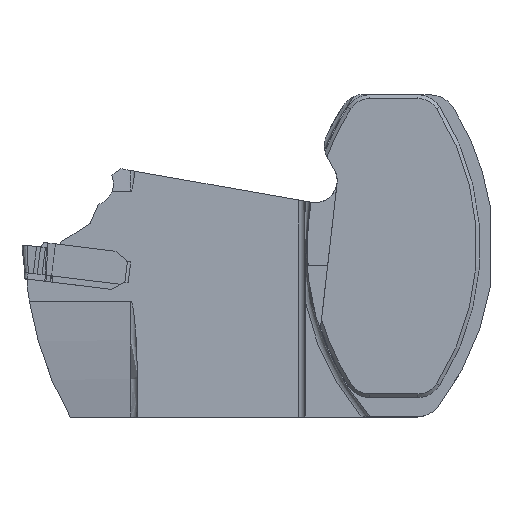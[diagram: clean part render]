
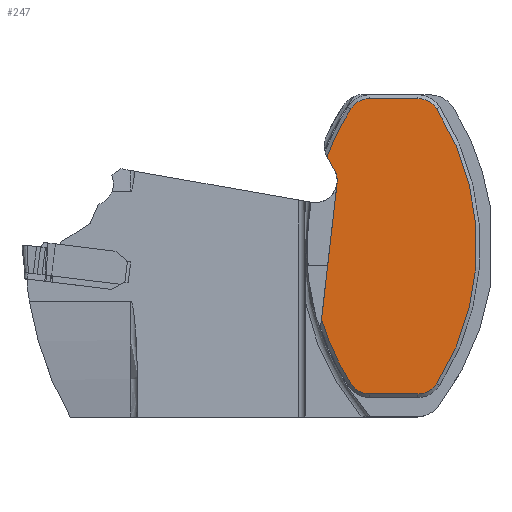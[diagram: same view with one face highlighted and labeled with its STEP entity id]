
A CAD part, top view. The second image highlights one B-rep face of the part: STEP entity #247.
In plain terms, the highlighted planar face has unit normal (0, 0, 1).
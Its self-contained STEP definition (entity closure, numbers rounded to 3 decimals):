
#247=ADVANCED_FACE('',(#443),#362,.T.);
#362=PLANE('',#2694);
#443=FACE_OUTER_BOUND('',#574,.T.);
#574=EDGE_LOOP('',(#1093,#1094,#1095,#1096,#1097,#1098,#1099,#1100,#1101,
#1102,#1103,#1104,#1105));
#787=CIRCLE('',#2617,5.1);
#813=CIRCLE('',#2662,59.175);
#817=CIRCLE('',#2675,59.175);
#820=CIRCLE('',#2688,5.175);
#821=CIRCLE('',#2689,5.175);
#822=CIRCLE('',#2690,59.175);
#823=CIRCLE('',#2691,5.175);
#824=CIRCLE('',#2692,5.175);
#825=CIRCLE('',#2693,6.);
#1093=ORIENTED_EDGE('',*,*,#1971,.F.);
#1094=ORIENTED_EDGE('',*,*,#1984,.F.);
#1095=ORIENTED_EDGE('',*,*,#1985,.F.);
#1096=ORIENTED_EDGE('',*,*,#1986,.F.);
#1097=ORIENTED_EDGE('',*,*,#1987,.F.);
#1098=ORIENTED_EDGE('',*,*,#1988,.F.);
#1099=ORIENTED_EDGE('',*,*,#1989,.F.);
#1100=ORIENTED_EDGE('',*,*,#1990,.F.);
#1101=ORIENTED_EDGE('',*,*,#1952,.F.);
#1102=ORIENTED_EDGE('',*,*,#1991,.F.);
#1103=ORIENTED_EDGE('',*,*,#1992,.T.);
#1104=ORIENTED_EDGE('',*,*,#1882,.T.);
#1105=ORIENTED_EDGE('',*,*,#1993,.T.);
#1636=VERTEX_POINT('',#3667);
#1637=VERTEX_POINT('',#3669);
#1686=VERTEX_POINT('',#3888);
#1687=VERTEX_POINT('',#3889);
#1695=VERTEX_POINT('',#3969);
#1696=VERTEX_POINT('',#3971);
#1699=VERTEX_POINT('',#4000);
#1700=VERTEX_POINT('',#4002);
#1701=VERTEX_POINT('',#4004);
#1702=VERTEX_POINT('',#4006);
#1703=VERTEX_POINT('',#4008);
#1704=VERTEX_POINT('',#4010);
#1705=VERTEX_POINT('',#4013);
#1882=EDGE_CURVE('',#1637,#1636,#787,.T.);
#1952=EDGE_CURVE('',#1686,#1687,#813,.T.);
#1971=EDGE_CURVE('',#1695,#1696,#817,.T.);
#1984=EDGE_CURVE('',#1699,#1695,#820,.T.);
#1985=EDGE_CURVE('',#1700,#1699,#2273,.T.);
#1986=EDGE_CURVE('',#1701,#1700,#821,.T.);
#1987=EDGE_CURVE('',#1702,#1701,#822,.T.);
#1988=EDGE_CURVE('',#1703,#1702,#823,.T.);
#1989=EDGE_CURVE('',#1704,#1703,#2274,.T.);
#1990=EDGE_CURVE('',#1687,#1704,#824,.T.);
#1991=EDGE_CURVE('',#1705,#1686,#825,.T.);
#1992=EDGE_CURVE('',#1705,#1637,#2275,.T.);
#1993=EDGE_CURVE('',#1636,#1696,#2276,.T.);
#2273=LINE('',#4001,#2448);
#2274=LINE('',#4009,#2449);
#2275=LINE('',#4014,#2450);
#2276=LINE('',#4015,#2451);
#2448=VECTOR('',#3093,1.);
#2449=VECTOR('',#3100,1.);
#2450=VECTOR('',#3105,1.);
#2451=VECTOR('',#3106,1.);
#2617=AXIS2_PLACEMENT_3D('',#3668,#2901,#2902);
#2662=AXIS2_PLACEMENT_3D('',#3887,#3019,#3020);
#2675=AXIS2_PLACEMENT_3D('',#3970,#3056,#3057);
#2688=AXIS2_PLACEMENT_3D('',#3999,#3091,#3092);
#2689=AXIS2_PLACEMENT_3D('',#4003,#3094,#3095);
#2690=AXIS2_PLACEMENT_3D('',#4005,#3096,#3097);
#2691=AXIS2_PLACEMENT_3D('',#4007,#3098,#3099);
#2692=AXIS2_PLACEMENT_3D('',#4011,#3101,#3102);
#2693=AXIS2_PLACEMENT_3D('',#4012,#3103,#3104);
#2694=AXIS2_PLACEMENT_3D('',#4016,#3107,#3108);
#2901=DIRECTION('',(0.,0.,-1.));
#2902=DIRECTION('',(0.,1.,0.));
#3019=DIRECTION('',(0.,0.,-1.));
#3020=DIRECTION('',(0.,-1.,0.));
#3056=DIRECTION('',(0.,0.,-1.));
#3057=DIRECTION('',(0.,-1.,0.));
#3091=DIRECTION('',(0.,0.,-1.));
#3092=DIRECTION('',(0.,-1.,0.));
#3093=DIRECTION('',(-1.,0.,0.));
#3094=DIRECTION('',(0.,0.,-1.));
#3095=DIRECTION('',(0.,-1.,0.));
#3096=DIRECTION('',(0.,0.,-1.));
#3097=DIRECTION('',(0.,-1.,0.));
#3098=DIRECTION('',(0.,0.,-1.));
#3099=DIRECTION('',(0.,-1.,0.));
#3100=DIRECTION('',(1.,0.,0.));
#3101=DIRECTION('',(0.,0.,-1.));
#3102=DIRECTION('',(0.,-1.,0.));
#3103=DIRECTION('',(0.,0.,-1.));
#3104=DIRECTION('',(0.,1.,0.));
#3105=DIRECTION('',(0.5,-0.866,0.));
#3106=DIRECTION('',(-0.113,-0.994,0.));
#3107=DIRECTION('',(0.,0.,1.));
#3108=DIRECTION('',(0.,1.,0.));
#3667=CARTESIAN_POINT('',(-13.133,14.614,0.325));
#3668=CARTESIAN_POINT('',(-18.2,15.191,0.325));
#3669=CARTESIAN_POINT('',(-13.783,17.741,0.325));
#3887=CARTESIAN_POINT('',(40.,0.,0.325));
#3888=CARTESIAN_POINT('',(-15.451,20.661,0.325));
#3889=CARTESIAN_POINT('',(-9.918,31.779,0.325));
#3969=CARTESIAN_POINT('',(-9.918,-31.779,0.325));
#3970=CARTESIAN_POINT('',(40.,0.,0.325));
#3971=CARTESIAN_POINT('',(-16.718,-16.874,0.325));
#3999=CARTESIAN_POINT('',(-5.552,-29.,0.325));
#4000=CARTESIAN_POINT('',(-5.552,-34.175,0.325));
#4001=CARTESIAN_POINT('',(0.,-34.175,0.325));
#4002=CARTESIAN_POINT('',(5.552,-34.175,0.325));
#4003=CARTESIAN_POINT('',(5.552,-29.,0.325));
#4004=CARTESIAN_POINT('',(9.918,-31.779,0.325));
#4005=CARTESIAN_POINT('',(-40.,0.,0.325));
#4006=CARTESIAN_POINT('',(9.918,31.779,0.325));
#4007=CARTESIAN_POINT('',(5.552,29.,0.325));
#4008=CARTESIAN_POINT('',(5.552,34.175,0.325));
#4009=CARTESIAN_POINT('',(0.,34.175,0.325));
#4010=CARTESIAN_POINT('',(-5.552,34.175,0.325));
#4011=CARTESIAN_POINT('',(-5.552,29.,0.325));
#4012=CARTESIAN_POINT('',(-10.05,23.276,0.325));
#4013=CARTESIAN_POINT('',(-15.247,20.276,0.325));
#4014=CARTESIAN_POINT('',(-2.655,-1.533,0.325));
#4015=CARTESIAN_POINT('',(-14.607,1.663,0.325));
#4016=CARTESIAN_POINT('',(0.,0.,0.325));
